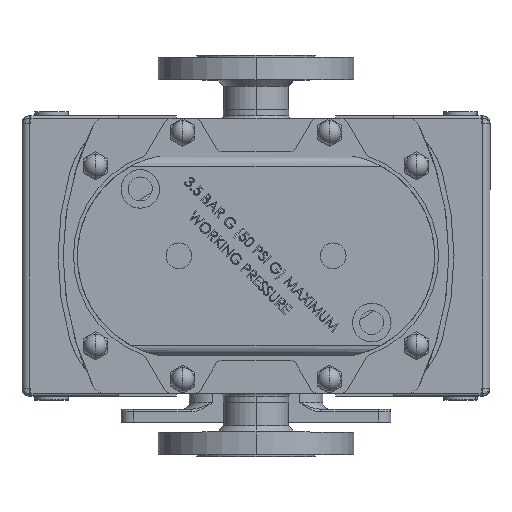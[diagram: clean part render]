
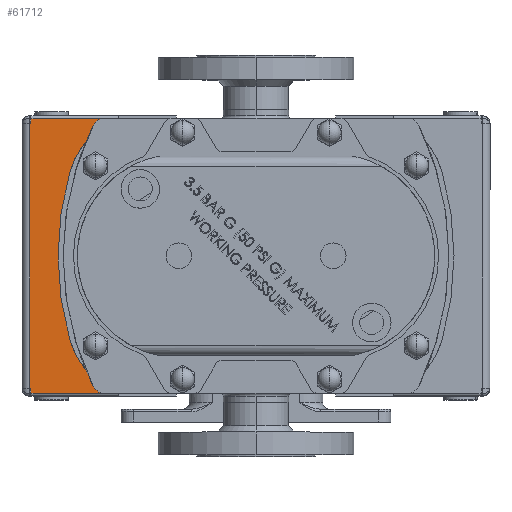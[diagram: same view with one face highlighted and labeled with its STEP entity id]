
A CAD part, top view. The second image highlights one B-rep face of the part: STEP entity #61712.
In plain terms, the highlighted planar face has unit normal (0, 0, 1).
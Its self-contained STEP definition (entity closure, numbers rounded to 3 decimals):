
#387 = LINE ( 'NONE', #55384, #36088 ) ;
#2333 = ORIENTED_EDGE ( 'NONE', *, *, #41842, .T. ) ;
#2564 = VERTEX_POINT ( 'NONE', #3227 ) ;
#2783 = CARTESIAN_POINT ( 'NONE',  ( -81.971, 155.439, 86.217 ) ) ;
#3090 = FACE_OUTER_BOUND ( 'NONE', #63049, .T. ) ;
#3227 = CARTESIAN_POINT ( 'NONE',  ( 127.843, 155.439, 86.217 ) ) ;
#3846 = CARTESIAN_POINT ( 'NONE',  ( 72.843, 64.596, 86.217 ) ) ;
#4377 = ORIENTED_EDGE ( 'NONE', *, *, #56109, .T. ) ;
#5096 = LINE ( 'NONE', #19541, #51645 ) ;
#5673 = LINE ( 'NONE', #40086, #7487 ) ;
#6684 = AXIS2_PLACEMENT_3D ( 'NONE', #12113, #52344, #52026 ) ;
#7188 = CIRCLE ( 'NONE', #18451, 235. ) ;
#7487 = VECTOR ( 'NONE', #40418, 1000. ) ;
#9342 = CARTESIAN_POINT ( 'NONE',  ( -81.971, 64.596, 86.217 ) ) ;
#9391 = CARTESIAN_POINT ( 'NONE',  ( 127.843, 156.43, 86.217 ) ) ;
#10746 = EDGE_CURVE ( 'NONE', #13214, #62288, #55526, .T. ) ;
#11580 = EDGE_CURVE ( 'NONE', #13387, #14561, #36633, .T. ) ;
#11848 = CARTESIAN_POINT ( 'NONE',  ( 131.656, 64.596, 86.217 ) ) ;
#12113 = CARTESIAN_POINT ( 'NONE',  ( 72.843, 64.596, 86.217 ) ) ;
#12648 = EDGE_CURVE ( 'NONE', #2564, #56341, #5673, .T. ) ;
#13125 = DIRECTION ( 'NONE',  ( 0., 0., -1. ) ) ;
#13214 = VERTEX_POINT ( 'NONE', #41593 ) ;
#13387 = VERTEX_POINT ( 'NONE', #39455 ) ;
#14110 = EDGE_CURVE ( 'NONE', #2564, #40020, #22159, .T. ) ;
#14171 = EDGE_CURVE ( 'NONE', #31623, #47313, #50291, .T. ) ;
#14561 = VERTEX_POINT ( 'NONE', #55557 ) ;
#17161 = EDGE_CURVE ( 'NONE', #26573, #14561, #5096, .T. ) ;
#18288 = DIRECTION ( 'NONE',  ( 0., 1., 0. ) ) ;
#18451 = AXIS2_PLACEMENT_3D ( 'NONE', #52094, #13125, #37294 ) ;
#19541 = CARTESIAN_POINT ( 'NONE',  ( 72.843, 155.439, 86.217 ) ) ;
#19591 = LINE ( 'NONE', #9342, #50768 ) ;
#20187 = LINE ( 'NONE', #11848, #35852 ) ;
#20512 = DIRECTION ( 'NONE',  ( 0., 1., 0. ) ) ;
#21816 = DIRECTION ( 'NONE',  ( 0., -1., 0. ) ) ;
#22159 = LINE ( 'NONE', #29259, #61518 ) ;
#22366 = PLANE ( 'NONE',  #6684 ) ;
#23517 = AXIS2_PLACEMENT_3D ( 'NONE', #3846, #23775, #28300 ) ;
#23775 = DIRECTION ( 'NONE',  ( 0., 0., -1. ) ) ;
#25526 = CARTESIAN_POINT ( 'NONE',  ( -23.157, 64.596, 86.217 ) ) ;
#25843 = DIRECTION ( 'NONE',  ( 0., 0., -1. ) ) ;
#26573 = VERTEX_POINT ( 'NONE', #2783 ) ;
#28300 = DIRECTION ( 'NONE',  ( -1., 0., 0. ) ) ;
#28585 = DIRECTION ( 'NONE',  ( 1., 0., 0. ) ) ;
#29259 = CARTESIAN_POINT ( 'NONE',  ( 127.843, 64.596, 86.217 ) ) ;
#29508 = ORIENTED_EDGE ( 'NONE', *, *, #14171, .T. ) ;
#31081 = ORIENTED_EDGE ( 'NONE', *, *, #11580, .T. ) ;
#31115 = CARTESIAN_POINT ( 'NONE',  ( 131.656, 155.439, 86.217 ) ) ;
#31623 = VERTEX_POINT ( 'NONE', #46692 ) ;
#31943 = VECTOR ( 'NONE', #21816, 1000. ) ;
#34105 = DIRECTION ( 'NONE',  ( 0., -1., 0. ) ) ;
#35331 = EDGE_CURVE ( 'NONE', #26573, #13214, #19591, .T. ) ;
#35852 = VECTOR ( 'NONE', #20512, 1000. ) ;
#36088 = VECTOR ( 'NONE', #50238, 1000. ) ;
#36633 = LINE ( 'NONE', #51143, #31943 ) ;
#37294 = DIRECTION ( 'NONE',  ( 1., 0., 0. ) ) ;
#39455 = CARTESIAN_POINT ( 'NONE',  ( -78.157, 156.43, 86.217 ) ) ;
#40020 = VERTEX_POINT ( 'NONE', #9391 ) ;
#40086 = CARTESIAN_POINT ( 'NONE',  ( 72.843, 155.439, 86.217 ) ) ;
#40375 = DIRECTION ( 'NONE',  ( 1., 0., 0. ) ) ;
#40418 = DIRECTION ( 'NONE',  ( 1., 0., 0. ) ) ;
#41593 = CARTESIAN_POINT ( 'NONE',  ( -81.971, 87.179, 86.217 ) ) ;
#41842 = EDGE_CURVE ( 'NONE', #47313, #56341, #20187, .T. ) ;
#43569 = CARTESIAN_POINT ( 'NONE',  ( -40.739, 125.093, 86.217 ) ) ;
#43942 = ORIENTED_EDGE ( 'NONE', *, *, #14110, .T. ) ;
#46190 = EDGE_CURVE ( 'NONE', #40020, #13387, #387, .T. ) ;
#46692 = CARTESIAN_POINT ( 'NONE',  ( 90.424, 125.093, 86.217 ) ) ;
#47313 = VERTEX_POINT ( 'NONE', #54751 ) ;
#49320 = AXIS2_PLACEMENT_3D ( 'NONE', #25526, #25843, #40375 ) ;
#50238 = DIRECTION ( 'NONE',  ( -1., 0., 0. ) ) ;
#50291 = CIRCLE ( 'NONE', #23517, 63. ) ;
#50768 = VECTOR ( 'NONE', #34105, 1000. ) ;
#51143 = CARTESIAN_POINT ( 'NONE',  ( -78.157, 64.596, 86.217 ) ) ;
#51645 = VECTOR ( 'NONE', #28585, 1000. ) ;
#52026 = DIRECTION ( 'NONE',  ( -1., 0., 0. ) ) ;
#52094 = CARTESIAN_POINT ( 'NONE',  ( 24.843, -100.57, 86.217 ) ) ;
#52344 = DIRECTION ( 'NONE',  ( 0., 0., -1. ) ) ;
#54751 = CARTESIAN_POINT ( 'NONE',  ( 131.656, 87.179, 86.217 ) ) ;
#55384 = CARTESIAN_POINT ( 'NONE',  ( 72.843, 156.43, 86.217 ) ) ;
#55526 = CIRCLE ( 'NONE', #49320, 63. ) ;
#55557 = CARTESIAN_POINT ( 'NONE',  ( -78.157, 155.439, 86.217 ) ) ;
#56109 = EDGE_CURVE ( 'NONE', #62288, #31623, #7188, .T. ) ;
#56341 = VERTEX_POINT ( 'NONE', #31115 ) ;
#56877 = ORIENTED_EDGE ( 'NONE', *, *, #46190, .T. ) ;
#58573 = ORIENTED_EDGE ( 'NONE', *, *, #17161, .F. ) ;
#61453 = ORIENTED_EDGE ( 'NONE', *, *, #10746, .T. ) ;
#61518 = VECTOR ( 'NONE', #18288, 1000. ) ;
#61712 = ADVANCED_FACE ( 'NONE', ( #3090 ), #22366, .F. ) ;
#62052 = ORIENTED_EDGE ( 'NONE', *, *, #12648, .F. ) ;
#62288 = VERTEX_POINT ( 'NONE', #43569 ) ;
#63049 = EDGE_LOOP ( 'NONE', ( #43942, #56877, #31081, #58573, #63506, #61453, #4377, #29508, #2333, #62052 ) ) ;
#63506 = ORIENTED_EDGE ( 'NONE', *, *, #35331, .T. ) ;
